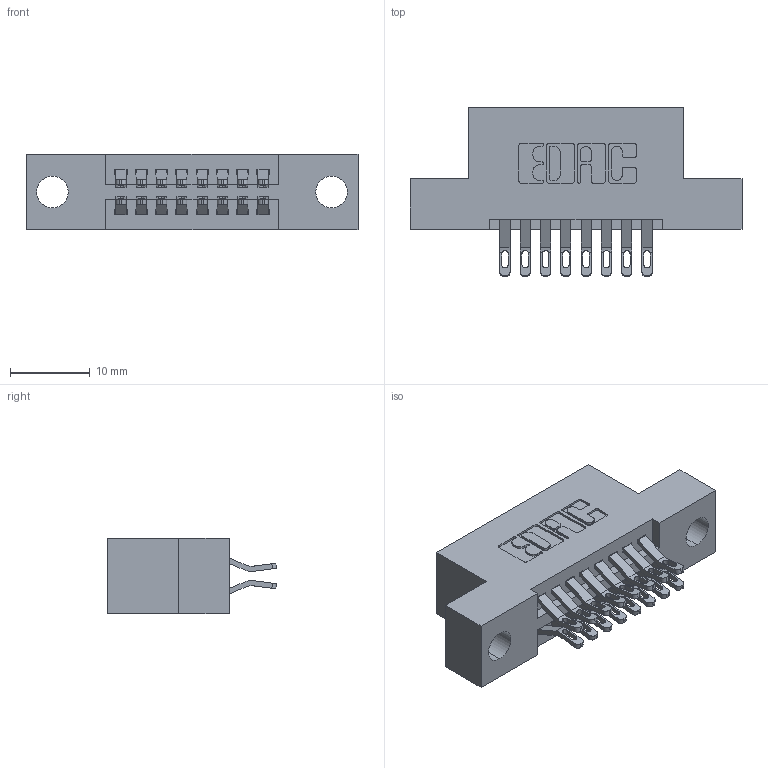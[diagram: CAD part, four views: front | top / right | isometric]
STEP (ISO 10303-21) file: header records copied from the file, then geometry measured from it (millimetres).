
FILE_DESCRIPTION (( 'STEP AP203' ), '1' );
FILE_NAME ('345-016-555-204.STEP', '2018-08-19T00:48:59', ( '' ), ( '' ), 'SwSTEP 2.0', 'SolidWorks 2016', '' );
FILE_SCHEMA (( 'CONFIG_CONTROL_DESIGN' ));
Length unit declared in the file: inch
Products named in the file (3): 345 Part_Flush Mounting Lugs - 0.156 Dia-TH; 345-292-001_555 Tail; 345-016-555-204
Assembly tree (17 placements, depth 2):
  345-016-555-204
    345 Part_Flush Mounting Lugs - 0.156 Dia-TH
    345-292-001_555 Tail  x16
Bounding box: 41.53 x 21.13 x 9.4 mm (x, y, z)
Volume: 3677.1 mm3; surface area: 4753.5 mm2
Topology: 17 solids, 17 shells, 1022 faces, 3173 edges, 2114 vertices
Faces by surface type: plane 576, cylinder 446
Entity records: 11183 total; most frequent: CARTESIAN_POINT 1942, ORIENTED_EDGE 1846, DIRECTION 1723, EDGE_CURVE 923, LINE 739, VECTOR 739, VERTEX_POINT 614, AXIS2_PLACEMENT_3D 492
